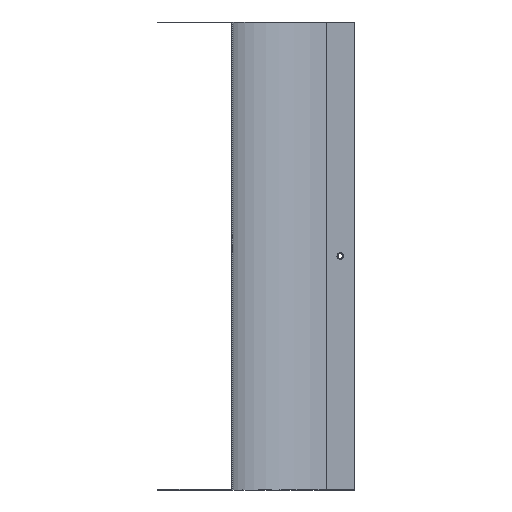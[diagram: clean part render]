
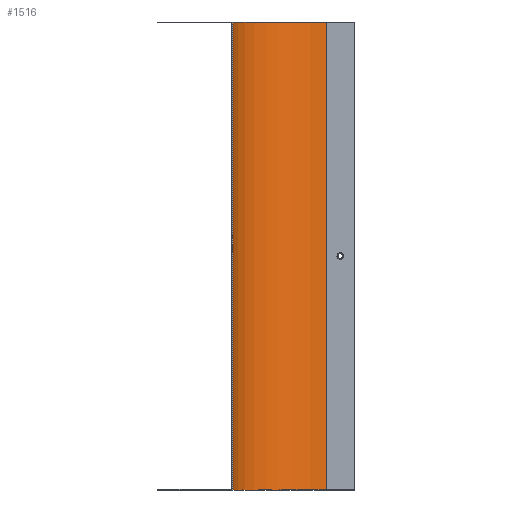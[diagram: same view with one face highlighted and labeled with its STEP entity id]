
A CAD part, left-side view. The second image highlights one B-rep face of the part: STEP entity #1516.
In plain terms, the highlighted cylindrical face has radius 100 mm (diameter 200 mm), a partial arc.
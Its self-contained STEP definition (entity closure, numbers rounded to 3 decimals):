
#120 = EDGE_LOOP ( 'NONE', ( #2534, #2533, #2522, #2521 ) ) ;
#271 = DIRECTION ( 'NONE',  ( -1., 0., 0. ) ) ;
#273 = DIRECTION ( 'NONE',  ( 0., 0., -1. ) ) ;
#275 = CARTESIAN_POINT ( 'NONE',  ( -100., 30., 1. ) ) ;
#642 = AXIS2_PLACEMENT_3D ( 'NONE', #1741, #1742, #1743 ) ;
#646 = AXIS2_PLACEMENT_3D ( 'NONE', #1723, #1724, #1725 ) ;
#695 = AXIS2_PLACEMENT_3D ( 'NONE', #275, #273, #271 ) ;
#835 = FACE_OUTER_BOUND ( 'NONE', #120, .T. ) ;
#844 = CYLINDRICAL_SURFACE ( 'NONE', #695, 100. ) ;
#1028 = LINE ( 'NONE', #1350, #1031 ) ;
#1031 = VECTOR ( 'NONE', #1352, 1000. ) ;
#1148 = CARTESIAN_POINT ( 'NONE',  ( 0., 30., -499. ) ) ;
#1183 = CARTESIAN_POINT ( 'NONE',  ( 0., 30., 1. ) ) ;
#1211 = CARTESIAN_POINT ( 'NONE',  ( -100., 130., 1. ) ) ;
#1218 = CARTESIAN_POINT ( 'NONE',  ( -100., 130., -499. ) ) ;
#1350 = CARTESIAN_POINT ( 'NONE',  ( -100., 130., 1. ) ) ;
#1352 = DIRECTION ( 'NONE',  ( 0., 0., -1. ) ) ;
#1516 = ADVANCED_FACE ( 'NONE', ( #835 ), #844, .F. ) ;
#1722 = DIRECTION ( 'NONE',  ( 0., 0., -1. ) ) ;
#1723 = CARTESIAN_POINT ( 'NONE',  ( -100., 30., 1. ) ) ;
#1724 = DIRECTION ( 'NONE',  ( 0., 0., -1. ) ) ;
#1725 = DIRECTION ( 'NONE',  ( -1., 0., 0. ) ) ;
#1726 = CARTESIAN_POINT ( 'NONE',  ( 0., 30., 1. ) ) ;
#1741 = CARTESIAN_POINT ( 'NONE',  ( -100., 30., -499. ) ) ;
#1742 = DIRECTION ( 'NONE',  ( 0., 0., -1. ) ) ;
#1743 = DIRECTION ( 'NONE',  ( -1., 0., 0. ) ) ;
#1848 = CIRCLE ( 'NONE', #646, 100. ) ;
#1852 = LINE ( 'NONE', #1726, #1854 ) ;
#1854 = VECTOR ( 'NONE', #1722, 1000. ) ;
#1859 = CIRCLE ( 'NONE', #642, 100. ) ;
#1957 = VERTEX_POINT ( 'NONE', #1148 ) ;
#1992 = VERTEX_POINT ( 'NONE', #1183 ) ;
#2020 = VERTEX_POINT ( 'NONE', #1211 ) ;
#2027 = VERTEX_POINT ( 'NONE', #1218 ) ;
#2241 = EDGE_CURVE ( 'NONE', #2020, #2027, #1028, .T. ) ;
#2303 = EDGE_CURVE ( 'NONE', #2020, #1992, #1848, .T. ) ;
#2306 = EDGE_CURVE ( 'NONE', #1992, #1957, #1852, .T. ) ;
#2310 = EDGE_CURVE ( 'NONE', #2027, #1957, #1859, .T. ) ;
#2521 = ORIENTED_EDGE ( 'NONE', *, *, #2303, .F. ) ;
#2522 = ORIENTED_EDGE ( 'NONE', *, *, #2306, .F. ) ;
#2533 = ORIENTED_EDGE ( 'NONE', *, *, #2310, .T. ) ;
#2534 = ORIENTED_EDGE ( 'NONE', *, *, #2241, .T. ) ;
